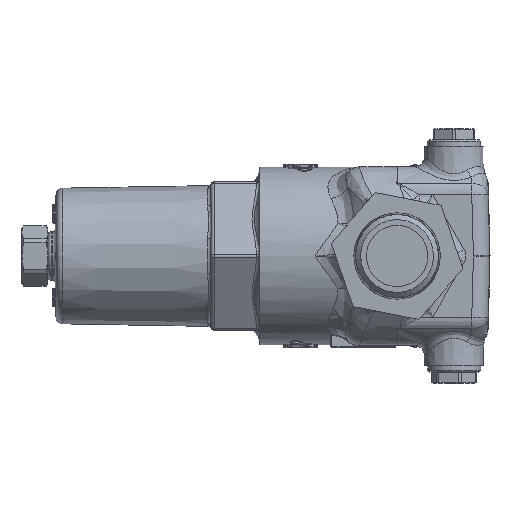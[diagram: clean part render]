
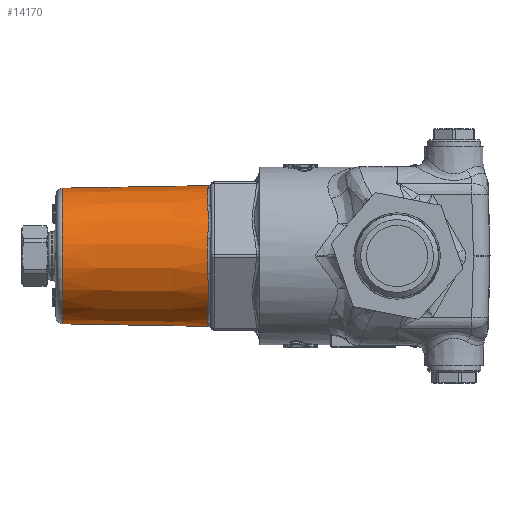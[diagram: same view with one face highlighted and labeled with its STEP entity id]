
A CAD part, left-side view. The second image highlights one B-rep face of the part: STEP entity #14170.
In plain terms, the highlighted conical face has half-angle 1 degrees and reference radius 21.55 mm.
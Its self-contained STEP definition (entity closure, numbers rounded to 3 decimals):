
#685=CONICAL_SURFACE('',#15194,21.55,0.017);
#1706=FACE_OUTER_BOUND('',#2599,.T.);
#2599=EDGE_LOOP('',(#12800,#12801,#12802,#12803,#12804,#12805,#12806,#12807,
#12808,#12809,#12810,#12811,#12812,#12813,#12814,#12815));
#3737=B_SPLINE_CURVE_WITH_KNOTS('',3,(#40838,#40839,#40840,#40841,#40842,
#40843),.UNSPECIFIED.,.F.,.F.,(4,1,1,4),(-3.142,-1.346,
0.449,3.142),.UNSPECIFIED.);
#3739=B_SPLINE_CURVE_WITH_KNOTS('',3,(#40889,#40890,#40891,#40892,#40893,
#40894),.UNSPECIFIED.,.F.,.F.,(4,1,1,4),(-3.142,-1.346,
0.449,3.142),.UNSPECIFIED.);
#3741=B_SPLINE_CURVE_WITH_KNOTS('',3,(#40940,#40941,#40942,#40943,#40944,
#40945),.UNSPECIFIED.,.F.,.F.,(4,1,1,4),(-3.142,-1.346,
0.449,3.142),.UNSPECIFIED.);
#3743=B_SPLINE_CURVE_WITH_KNOTS('',3,(#40991,#40992,#40993,#40994,#40995,
#40996),.UNSPECIFIED.,.F.,.F.,(4,1,1,4),(-3.142,-1.346,
0.449,3.142),.UNSPECIFIED.);
#3745=B_SPLINE_CURVE_WITH_KNOTS('',3,(#41042,#41043,#41044,#41045,#41046,
#41047),.UNSPECIFIED.,.F.,.F.,(4,1,1,4),(-3.142,-1.346,
0.449,3.142),.UNSPECIFIED.);
#3747=B_SPLINE_CURVE_WITH_KNOTS('',3,(#41091,#41092,#41093,#41094,#41095),
 .UNSPECIFIED.,.F.,.F.,(4,1,4),(-3.142,-1.346,0.),
 .UNSPECIFIED.);
#3748=B_SPLINE_CURVE_WITH_KNOTS('',3,(#41096,#41097,#41098,#41099,#41100),
 .UNSPECIFIED.,.F.,.F.,(4,1,4),(0.,0.449,
3.142),.UNSPECIFIED.);
#4215=CIRCLE('',#15154,21.821);
#4219=CIRCLE('',#15159,21.821);
#4223=CIRCLE('',#15164,21.821);
#4227=CIRCLE('',#15169,21.821);
#4231=CIRCLE('',#15174,21.821);
#4235=CIRCLE('',#15179,21.821);
#4242=CIRCLE('',#15195,21.034);
#4694=LINE('',#41150,#5149);
#5149=VECTOR('',#17548,21.55);
#6452=VERTEX_POINT('',#40797);
#6455=VERTEX_POINT('',#40802);
#6457=VERTEX_POINT('',#40836);
#6459=VERTEX_POINT('',#40853);
#6461=VERTEX_POINT('',#40887);
#6463=VERTEX_POINT('',#40904);
#6465=VERTEX_POINT('',#40938);
#6467=VERTEX_POINT('',#40955);
#6469=VERTEX_POINT('',#40989);
#6471=VERTEX_POINT('',#41006);
#6473=VERTEX_POINT('',#41040);
#6475=VERTEX_POINT('',#41057);
#6476=VERTEX_POINT('',#41090);
#6489=VERTEX_POINT('',#41148);
#8570=EDGE_CURVE('',#6455,#6452,#4215,.T.);
#8572=EDGE_CURVE('',#6457,#6455,#3737,.T.);
#8576=EDGE_CURVE('',#6459,#6457,#4219,.T.);
#8578=EDGE_CURVE('',#6461,#6459,#3739,.T.);
#8582=EDGE_CURVE('',#6463,#6461,#4223,.T.);
#8584=EDGE_CURVE('',#6465,#6463,#3741,.T.);
#8588=EDGE_CURVE('',#6467,#6465,#4227,.T.);
#8590=EDGE_CURVE('',#6469,#6467,#3743,.T.);
#8594=EDGE_CURVE('',#6471,#6469,#4231,.T.);
#8596=EDGE_CURVE('',#6473,#6471,#3745,.T.);
#8600=EDGE_CURVE('',#6475,#6473,#4235,.T.);
#8601=EDGE_CURVE('',#6452,#6476,#3747,.T.);
#8602=EDGE_CURVE('',#6476,#6475,#3748,.T.);
#8624=EDGE_CURVE('',#6489,#6489,#4242,.T.);
#8625=EDGE_CURVE('',#6489,#6476,#4694,.T.);
#12800=ORIENTED_EDGE('',*,*,#8624,.F.);
#12801=ORIENTED_EDGE('',*,*,#8625,.T.);
#12802=ORIENTED_EDGE('',*,*,#8601,.F.);
#12803=ORIENTED_EDGE('',*,*,#8570,.F.);
#12804=ORIENTED_EDGE('',*,*,#8572,.F.);
#12805=ORIENTED_EDGE('',*,*,#8576,.F.);
#12806=ORIENTED_EDGE('',*,*,#8578,.F.);
#12807=ORIENTED_EDGE('',*,*,#8582,.F.);
#12808=ORIENTED_EDGE('',*,*,#8584,.F.);
#12809=ORIENTED_EDGE('',*,*,#8588,.F.);
#12810=ORIENTED_EDGE('',*,*,#8590,.F.);
#12811=ORIENTED_EDGE('',*,*,#8594,.F.);
#12812=ORIENTED_EDGE('',*,*,#8596,.F.);
#12813=ORIENTED_EDGE('',*,*,#8600,.F.);
#12814=ORIENTED_EDGE('',*,*,#8602,.F.);
#12815=ORIENTED_EDGE('',*,*,#8625,.F.);
#14170=ADVANCED_FACE('',(#1706),#685,.T.);
#15154=AXIS2_PLACEMENT_3D('',#40804,#17450,#17451);
#15159=AXIS2_PLACEMENT_3D('',#40855,#17460,#17461);
#15164=AXIS2_PLACEMENT_3D('',#40906,#17470,#17471);
#15169=AXIS2_PLACEMENT_3D('',#40957,#17480,#17481);
#15174=AXIS2_PLACEMENT_3D('',#41008,#17490,#17491);
#15179=AXIS2_PLACEMENT_3D('',#41059,#17500,#17501);
#15194=AXIS2_PLACEMENT_3D('',#41147,#17544,#17545);
#15195=AXIS2_PLACEMENT_3D('',#41149,#17546,#17547);
#17450=DIRECTION('center_axis',(0.,-1.,0.));
#17451=DIRECTION('ref_axis',(-0.002,0.,
1.));
#17460=DIRECTION('center_axis',(0.,-1.,0.));
#17461=DIRECTION('ref_axis',(-0.002,0.,
1.));
#17470=DIRECTION('center_axis',(0.,-1.,0.));
#17471=DIRECTION('ref_axis',(-0.002,0.,
1.));
#17480=DIRECTION('center_axis',(0.,-1.,0.));
#17481=DIRECTION('ref_axis',(-0.002,0.,
1.));
#17490=DIRECTION('center_axis',(0.,-1.,0.));
#17491=DIRECTION('ref_axis',(-0.002,0.,
1.));
#17500=DIRECTION('center_axis',(0.,-1.,0.));
#17501=DIRECTION('ref_axis',(-0.002,0.,
1.));
#17544=DIRECTION('center_axis',(0.,-1.,0.));
#17545=DIRECTION('ref_axis',(-0.002,0.,
1.));
#17546=DIRECTION('center_axis',(0.,1.,0.));
#17547=DIRECTION('ref_axis',(0.002,0.,
-1.));
#17548=DIRECTION('',(0.,-1.,-0.017));
#40797=CARTESIAN_POINT('',(-5.754,58.683,-21.048));
#40802=CARTESIAN_POINT('',(-15.285,58.683,-15.573));
#40804=CARTESIAN_POINT('Origin',(0.,58.683,
0.));
#40836=CARTESIAN_POINT('',(-21.105,58.683,-5.542));
#40838=CARTESIAN_POINT('Ctrl Pts',(-21.105,58.683,-5.542));
#40839=CARTESIAN_POINT('Ctrl Pts',(-20.821,58.683,-6.623));
#40840=CARTESIAN_POINT('Ctrl Pts',(-20.09,58.547,-8.741));
#40841=CARTESIAN_POINT('Ctrl Pts',(-18.252,58.449,-12.213));
#40842=CARTESIAN_POINT('Ctrl Pts',(-16.483,58.683,-14.397));
#40843=CARTESIAN_POINT('Ctrl Pts',(-15.285,58.683,-15.573));
#40853=CARTESIAN_POINT('',(-21.129,58.683,5.451));
#40855=CARTESIAN_POINT('Origin',(0.,58.683,
0.));
#40887=CARTESIAN_POINT('',(-15.352,58.683,15.507));
#40889=CARTESIAN_POINT('Ctrl Pts',(-15.352,58.683,15.507));
#40890=CARTESIAN_POINT('Ctrl Pts',(-16.147,58.683,14.72));
#40891=CARTESIAN_POINT('Ctrl Pts',(-17.615,58.547,13.028));
#40892=CARTESIAN_POINT('Ctrl Pts',(-19.703,58.449,9.7));
#40893=CARTESIAN_POINT('Ctrl Pts',(-20.71,58.683,7.076));
#40894=CARTESIAN_POINT('Ctrl Pts',(-21.129,58.683,5.451));
#40904=CARTESIAN_POINT('',(-5.844,58.683,21.024));
#40906=CARTESIAN_POINT('Origin',(0.,58.683,
0.));
#40938=CARTESIAN_POINT('',(5.754,58.683,21.048));
#40940=CARTESIAN_POINT('Ctrl Pts',(5.754,58.683,21.048));
#40941=CARTESIAN_POINT('Ctrl Pts',(4.675,58.683,21.343));
#40942=CARTESIAN_POINT('Ctrl Pts',(2.475,58.547,21.769));
#40943=CARTESIAN_POINT('Ctrl Pts',(-1.451,58.449,21.913));
#40944=CARTESIAN_POINT('Ctrl Pts',(-4.227,58.683,21.473));
#40945=CARTESIAN_POINT('Ctrl Pts',(-5.844,58.683,21.024));
#40955=CARTESIAN_POINT('',(15.285,58.683,15.573));
#40957=CARTESIAN_POINT('Origin',(0.,58.683,
0.));
#40989=CARTESIAN_POINT('',(21.105,58.683,5.542));
#40991=CARTESIAN_POINT('Ctrl Pts',(21.105,58.683,5.542));
#40992=CARTESIAN_POINT('Ctrl Pts',(20.821,58.683,6.623));
#40993=CARTESIAN_POINT('Ctrl Pts',(20.09,58.547,8.741));
#40994=CARTESIAN_POINT('Ctrl Pts',(18.252,58.449,12.213));
#40995=CARTESIAN_POINT('Ctrl Pts',(16.483,58.683,14.397));
#40996=CARTESIAN_POINT('Ctrl Pts',(15.285,58.683,15.573));
#41006=CARTESIAN_POINT('',(21.129,58.683,-5.451));
#41008=CARTESIAN_POINT('Origin',(0.,58.683,
0.));
#41040=CARTESIAN_POINT('',(15.352,58.683,-15.507));
#41042=CARTESIAN_POINT('Ctrl Pts',(15.352,58.683,-15.507));
#41043=CARTESIAN_POINT('Ctrl Pts',(16.147,58.683,-14.72));
#41044=CARTESIAN_POINT('Ctrl Pts',(17.615,58.547,-13.028));
#41045=CARTESIAN_POINT('Ctrl Pts',(19.703,58.449,-9.7));
#41046=CARTESIAN_POINT('Ctrl Pts',(20.71,58.683,-7.076));
#41047=CARTESIAN_POINT('Ctrl Pts',(21.129,58.683,-5.451));
#41057=CARTESIAN_POINT('',(5.844,58.683,-21.024));
#41059=CARTESIAN_POINT('Origin',(0.,58.683,
0.));
#41090=CARTESIAN_POINT('',(0.047,58.505,-21.824));
#41091=CARTESIAN_POINT('Ctrl Pts',(-5.754,58.683,-21.048));
#41092=CARTESIAN_POINT('Ctrl Pts',(-4.675,58.683,-21.343));
#41093=CARTESIAN_POINT('Ctrl Pts',(-2.75,58.564,-21.716));
#41094=CARTESIAN_POINT('Ctrl Pts',(-0.792,58.506,
-21.825));
#41095=CARTESIAN_POINT('Ctrl Pts',(0.047,58.505,
-21.824));
#41096=CARTESIAN_POINT('Ctrl Pts',(0.047,58.505,
-21.824));
#41097=CARTESIAN_POINT('Ctrl Pts',(0.327,58.504,-21.823));
#41098=CARTESIAN_POINT('Ctrl Pts',(2.284,58.519,-21.781));
#41099=CARTESIAN_POINT('Ctrl Pts',(4.227,58.683,-21.473));
#41100=CARTESIAN_POINT('Ctrl Pts',(5.844,58.683,-21.024));
#41147=CARTESIAN_POINT('Origin',(0.,74.2,0.));
#41148=CARTESIAN_POINT('',(0.045,103.769,-21.034));
#41149=CARTESIAN_POINT('Origin',(0.,103.769,
0.));
#41150=CARTESIAN_POINT('',(0.046,74.2,-21.55));
